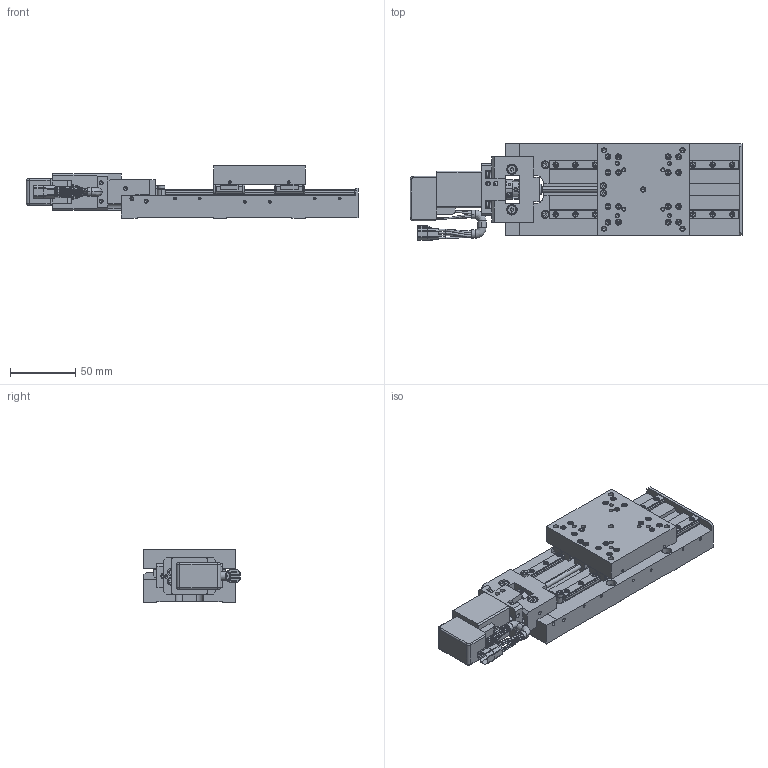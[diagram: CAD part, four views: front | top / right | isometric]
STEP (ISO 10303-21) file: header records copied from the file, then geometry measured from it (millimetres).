
FILE_DESCRIPTION( (''), '2;1');
FILE_NAME ('DR051298-0001-000-00(3D).stp','2019-04-18T17:03:34',(''),(''),'spGate 13.4.4','','');
FILE_SCHEMA (('AUTOMOTIVE_DESIGN'));
Length unit declared in the file: millimetre
Products named in the file (7): Assembly; DR051298-0001-000-00(3D)-prt0; DR051298-0001-000-00(3D)-prt1; DR051298-0001-000-00(3D)-prt2; DR051298-0001-000-00(3D)-prt3; DR051298-0001-000-00(3D)-prt4; DR051298-0001-000-00(3D)-prt5
Assembly tree (6 placements, depth 2):
  Assembly
    DR051298-0001-000-00(3D)-prt0
    DR051298-0001-000-00(3D)-prt1
    DR051298-0001-000-00(3D)-prt2
    DR051298-0001-000-00(3D)-prt3
    DR051298-0001-000-00(3D)-prt4
    DR051298-0001-000-00(3D)-prt5
Bounding box: 254 x 73.78 x 40 mm (x, y, z)
Volume: 367644.1 mm3; surface area: 93382.8 mm2
Topology: 6 solids, 6 shells, 2862 faces, 6780 edges, 4014 vertices
Faces by surface type: plane 1504, cylinder 784, bspline 574
Full cylindrical faces by diameter (mm): 3 x2
Entity records: 139056 total; most frequent: CARTESIAN_POINT 23341, ORIENTED_EDGE 13140, DIRECTION 11889, COLOUR_RGB 9438, PRESENTATION_STYLE_ASSIGNMENT 9438, STYLED_ITEM 9438, EDGE_CURVE 6570, DRAUGHTING_PRE_DEFINED_CURVE_FONT 6570
